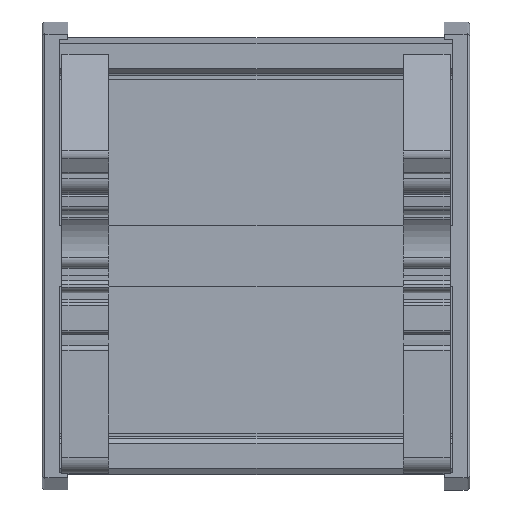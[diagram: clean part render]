
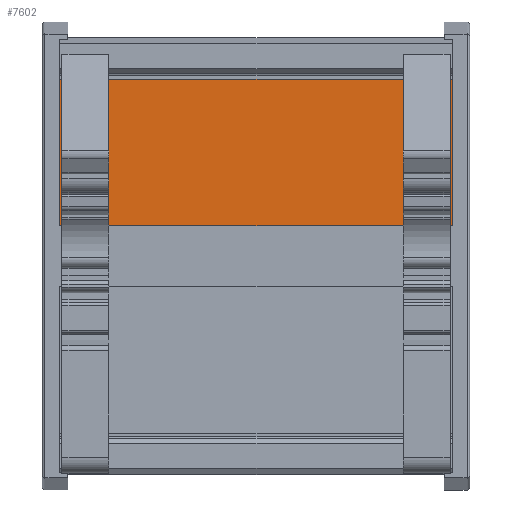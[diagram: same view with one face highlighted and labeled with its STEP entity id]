
A CAD part, front view. The second image highlights one B-rep face of the part: STEP entity #7602.
In plain terms, the highlighted planar face has unit normal (0, -1, 0).
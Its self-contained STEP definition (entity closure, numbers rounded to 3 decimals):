
#7546=CARTESIAN_POINT('',(-530.109,-523.966,77.2));
#7547=VERTEX_POINT('',#7546);
#7554=CARTESIAN_POINT('',(-530.109,-523.966,0.0));
#7555=VERTEX_POINT('',#7554);
#7556=CARTESIAN_POINT('',(-530.109,-523.966,0.0));
#7557=DIRECTION('',(0.0,0.0,1.0));
#7558=VECTOR('',#7557,77.2);
#7559=LINE('',#7556,#7558);
#7560=EDGE_CURVE('',#7555,#7547,#7559,.T.);
#7572=CARTESIAN_POINT('',(-530.109,-523.966,0.0));
#7573=DIRECTION('',(0.0,-1.0,0.0));
#7574=DIRECTION('',(0.0,0.0,-1.0));
#7575=AXIS2_PLACEMENT_3D('',#7572,#7573,#7574);
#7576=PLANE('',#7575);
#7577=CARTESIAN_POINT('',(-558.93,-523.966,77.2));
#7578=VERTEX_POINT('',#7577);
#7579=CARTESIAN_POINT('',(-530.109,-523.966,77.2));
#7580=DIRECTION('',(-1.0,0.0,0.0));
#7581=VECTOR('',#7580,28.821);
#7582=LINE('',#7579,#7581);
#7583=EDGE_CURVE('',#7547,#7578,#7582,.T.);
#7584=ORIENTED_EDGE('',*,*,#7583,.T.);
#7585=CARTESIAN_POINT('',(-558.93,-523.966,0.0));
#7586=VERTEX_POINT('',#7585);
#7587=CARTESIAN_POINT('',(-558.93,-523.966,0.0));
#7588=DIRECTION('',(0.0,0.0,1.0));
#7589=VECTOR('',#7588,77.2);
#7590=LINE('',#7587,#7589);
#7591=EDGE_CURVE('',#7586,#7578,#7590,.T.);
#7592=ORIENTED_EDGE('',*,*,#7591,.F.);
#7593=CARTESIAN_POINT('',(-558.93,-523.966,0.0));
#7594=DIRECTION('',(1.0,0.0,0.0));
#7595=VECTOR('',#7594,28.821);
#7596=LINE('',#7593,#7595);
#7597=EDGE_CURVE('',#7586,#7555,#7596,.T.);
#7598=ORIENTED_EDGE('',*,*,#7597,.T.);
#7599=ORIENTED_EDGE('',*,*,#7560,.T.);
#7600=EDGE_LOOP('',(#7584,#7592,#7598,#7599));
#7601=FACE_OUTER_BOUND('',#7600,.T.);
#7602=ADVANCED_FACE('',(#7601),#7576,.T.);
